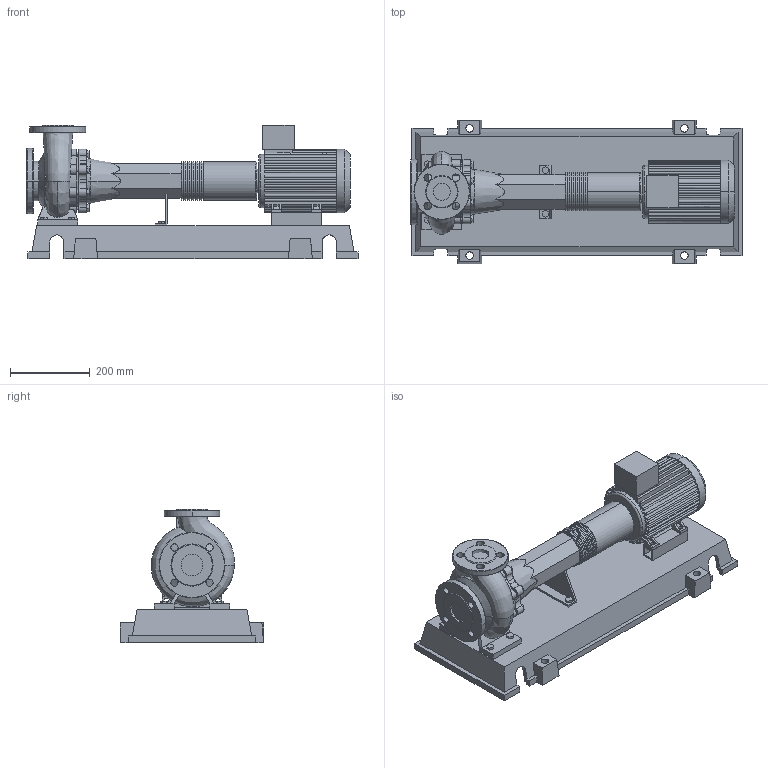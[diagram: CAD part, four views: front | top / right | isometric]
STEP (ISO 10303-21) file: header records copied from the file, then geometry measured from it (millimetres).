
FILE_DESCRIPTION((''),'2;1');
FILE_NAME('3d_NL32_125-1.1-2-12-4108881.stp','2015-03-02T14:57:13',(''),(''),'Mechanical Desktop 2009','Mechanical Desktop 2009',', , ');
FILE_SCHEMA(('CONFIG_CONTROL_DESIGN'));
Length unit declared in the file: millimetre
Products named in the file (1): Product
Bounding box: 835 x 360 x 335 mm (x, y, z)
Volume: 15682317.2 mm3; surface area: 1709408.6 mm2
Topology: 13 solids, 13 shells, 838 faces, 2250 edges, 1483 vertices
Faces by surface type: plane 432, cylinder 197, bspline 189, cone 10, torus 10
Entity records: 30008 total; most frequent: CARTESIAN_POINT 9106, ORIENTED_EDGE 4502, DIRECTION 4057, EDGE_CURVE 2251, VERTEX_POINT 1482, VECTOR 1477, LINE 1477, AXIS2_PLACEMENT_3D 1290
